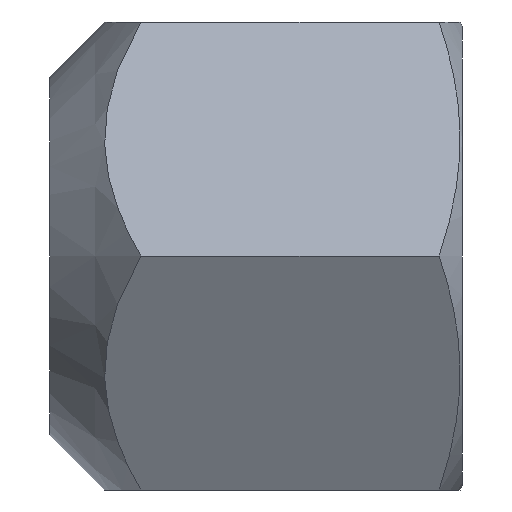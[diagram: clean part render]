
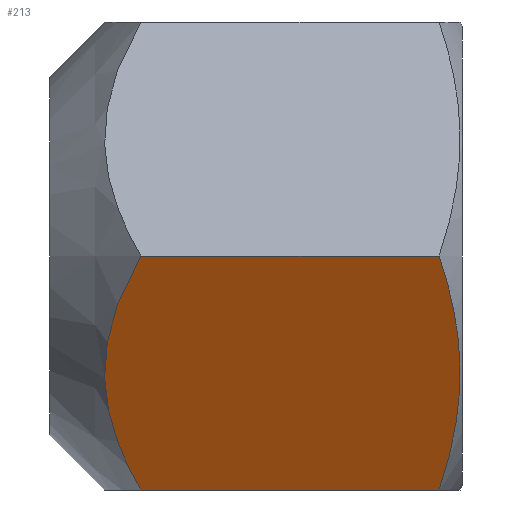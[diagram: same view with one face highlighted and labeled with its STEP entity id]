
A CAD part, left-side view. The second image highlights one B-rep face of the part: STEP entity #213.
In plain terms, the highlighted planar face has unit normal (-0.866, 0, -0.5).
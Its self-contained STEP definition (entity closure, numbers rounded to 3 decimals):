
#77 = EDGE_CURVE ( 'NONE', #90, #96, #314, .T. ) ;
#90 = VERTEX_POINT ( 'NONE', #398 ) ;
#96 = VERTEX_POINT ( 'NONE', #397 ) ;
#143 = VERTEX_POINT ( 'NONE', #478 ) ;
#144 = VERTEX_POINT ( 'NONE', #473 ) ;
#145 = ORIENTED_EDGE ( 'NONE', *, *, #77, .T. ) ;
#146 = ORIENTED_EDGE ( 'NONE', *, *, #149, .T. ) ;
#149 = EDGE_CURVE ( 'NONE', #96, #143, #472, .T. ) ;
#151 = ORIENTED_EDGE ( 'NONE', *, *, #188, .T. ) ;
#182 = EDGE_LOOP ( 'NONE', ( #145, #146, #151, #216 ) ) ;
#188 = EDGE_CURVE ( 'NONE', #143, #144, #504, .T. ) ;
#213 = ADVANCED_FACE ( 'NONE', ( #614 ), #609, .F. ) ;
#216 = ORIENTED_EDGE ( 'NONE', *, *, #217, .F. ) ;
#217 = EDGE_CURVE ( 'NONE', #90, #144, #629, .T. ) ;
#313 = CARTESIAN_POINT ( 'NONE',  ( -9.815, 11.685, 0. ) ) ;
#314 = B_SPLINE_CURVE_WITH_KNOTS ( 'NONE', 3,
 ( #313, #369, #368, #367, #366, #365, #364, #363, #362, #361, #360, #359 ),
 .UNSPECIFIED., .F., .F.,
 ( 4, 2, 2, 2, 2, 4 ),
 ( 0., 0.003, 0.004, 0.005, 0.008, 0.01 ),
 .UNSPECIFIED. ) ;
#359 = CARTESIAN_POINT ( 'NONE',  ( -4.907, 11.685, -8.5 ) ) ;
#360 = CARTESIAN_POINT ( 'NONE',  ( -5.293, 12.071, -7.832 ) ) ;
#361 = CARTESIAN_POINT ( 'NONE',  ( -5.69, 12.401, -7.144 ) ) ;
#362 = CARTESIAN_POINT ( 'NONE',  ( -6.521, 12.872, -5.706 ) ) ;
#363 = CARTESIAN_POINT ( 'NONE',  ( -6.942, 13.002, -4.976 ) ) ;
#364 = CARTESIAN_POINT ( 'NONE',  ( -7.584, 12.999, -3.863 ) ) ;
#365 = CARTESIAN_POINT ( 'NONE',  ( -7.802, 12.965, -3.487 ) ) ;
#366 = CARTESIAN_POINT ( 'NONE',  ( -8.224, 12.837, -2.756 ) ) ;
#367 = CARTESIAN_POINT ( 'NONE',  ( -8.43, 12.744, -2.398 ) ) ;
#368 = CARTESIAN_POINT ( 'NONE',  ( -9.039, 12.394, -1.343 ) ) ;
#369 = CARTESIAN_POINT ( 'NONE',  ( -9.432, 12.068, -0.664 ) ) ;
#397 = CARTESIAN_POINT ( 'NONE',  ( -4.907, 11.685, -8.5 ) ) ;
#398 = CARTESIAN_POINT ( 'NONE',  ( -9.815, 11.685, 0. ) ) ;
#469 = DIRECTION ( 'NONE',  ( 0., -1., 0. ) ) ;
#470 = VECTOR ( 'NONE', #469, 1000. ) ;
#471 = CARTESIAN_POINT ( 'NONE',  ( -4.907, 15., -8.5 ) ) ;
#472 = LINE ( 'NONE', #471, #470 ) ;
#473 = CARTESIAN_POINT ( 'NONE',  ( -9.815, 0.846, 0. ) ) ;
#478 = CARTESIAN_POINT ( 'NONE',  ( -4.907, 0.846, -8.5 ) ) ;
#491 = CARTESIAN_POINT ( 'NONE',  ( -9.815, 0.846, 0. ) ) ;
#492 = CARTESIAN_POINT ( 'NONE',  ( -9.414, 0.614, -0.695 ) ) ;
#493 = CARTESIAN_POINT ( 'NONE',  ( -9.009, 0.423, -1.395 ) ) ;
#494 = CARTESIAN_POINT ( 'NONE',  ( -8.395, 0.225, -2.459 ) ) ;
#495 = CARTESIAN_POINT ( 'NONE',  ( -8.189, 0.173, -2.816 ) ) ;
#496 = CARTESIAN_POINT ( 'NONE',  ( -7.775, 0.104, -3.534 ) ) ;
#497 = CARTESIAN_POINT ( 'NONE',  ( -7.565, 0.086, -3.897 ) ) ;
#498 = CARTESIAN_POINT ( 'NONE',  ( -6.939, 0.087, -4.981 ) ) ;
#499 = CARTESIAN_POINT ( 'NONE',  ( -6.527, 0.16, -5.694 ) ) ;
#500 = CARTESIAN_POINT ( 'NONE',  ( -5.712, 0.424, -7.107 ) ) ;
#501 = CARTESIAN_POINT ( 'NONE',  ( -5.308, 0.614, -7.806 ) ) ;
#502 = CARTESIAN_POINT ( 'NONE',  ( -4.907, 0.846, -8.5 ) ) ;
#504 = B_SPLINE_CURVE_WITH_KNOTS ( 'NONE', 3,
 ( #502, #501, #500, #499, #498, #497, #496, #495, #494, #493, #492, #491 ),
 .UNSPECIFIED., .F., .F.,
 ( 4, 2, 2, 2, 2, 4 ),
 ( 0., 0.002, 0.005, 0.006, 0.007, 0.01 ),
 .UNSPECIFIED. ) ;
#609 = PLANE ( 'NONE',  #610 ) ;
#610 = AXIS2_PLACEMENT_3D ( 'NONE', #613, #611, #612 ) ;
#611 = DIRECTION ( 'NONE',  ( 0.866, 0., 0.5 ) ) ;
#612 = DIRECTION ( 'NONE',  ( 0.5, 0., -0.866 ) ) ;
#613 = CARTESIAN_POINT ( 'NONE',  ( -4.907, 15., -8.5 ) ) ;
#614 = FACE_OUTER_BOUND ( 'NONE', #182, .T. ) ;
#625 = VECTOR ( 'NONE', #627, 1000. ) ;
#627 = DIRECTION ( 'NONE',  ( 0., -1., 0. ) ) ;
#628 = CARTESIAN_POINT ( 'NONE',  ( -9.815, 15., 0. ) ) ;
#629 = LINE ( 'NONE', #628, #625 ) ;
